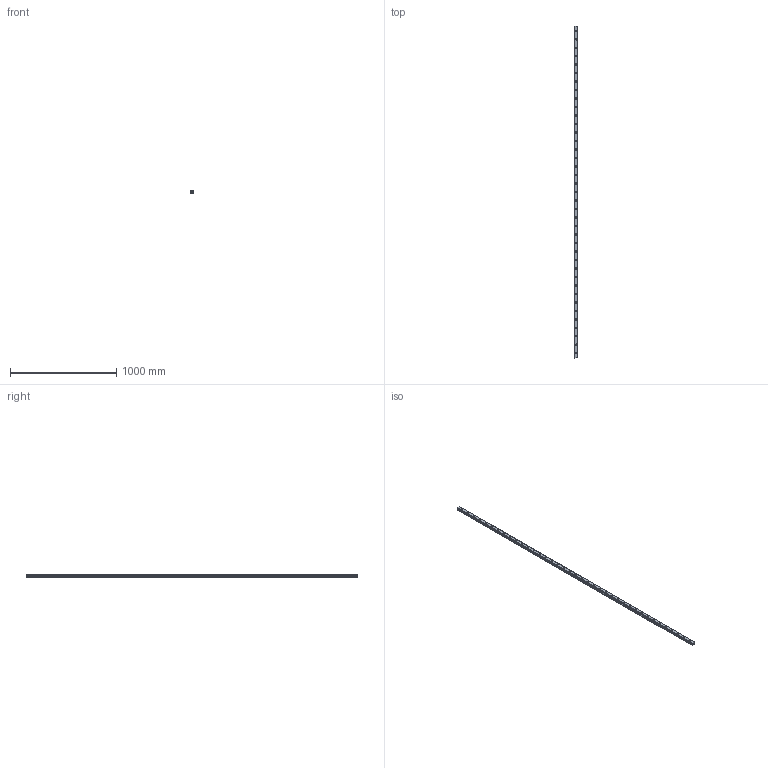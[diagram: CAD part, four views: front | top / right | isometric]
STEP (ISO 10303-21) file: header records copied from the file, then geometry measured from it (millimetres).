
FILE_DESCRIPTION(('STEP AP214'),'1');
FILE_NAME('cctmp_124D74FF-ACE5-4286-B8CB-08DF0B11F58D_2021_02_17_13_06_23_0869..stp','2021-02-17T12:06:24',('HIWIN GmbH'),('CADClick - www.CADClick.com'),'Spatial InterOp 3D',' ','unknown authorization');
FILE_SCHEMA(('AUTOMOTIVE_DESIGN'));
Length unit declared in the file: millimetre
Products named in the file (1): EGR35R3130C_FILE
Bounding box: 34 x 3130 x 27.5 mm (x, y, z)
Volume: 2464951.9 mm3; surface area: 438421.5 mm2
Topology: 1 solids, 1 shells, 458 faces, 1005 edges, 670 vertices
Faces by surface type: cylinder 252, plane 206
Entity records: 16481 total; most frequent: DIRECTION 2427, CARTESIAN_POINT 2134, ORIENTED_EDGE 2010, EDGE_CURVE 1005, AXIS2_PLACEMENT_3D 963, VERTEX_POINT 670, EDGE_LOOP 579, CIRCLE 504
